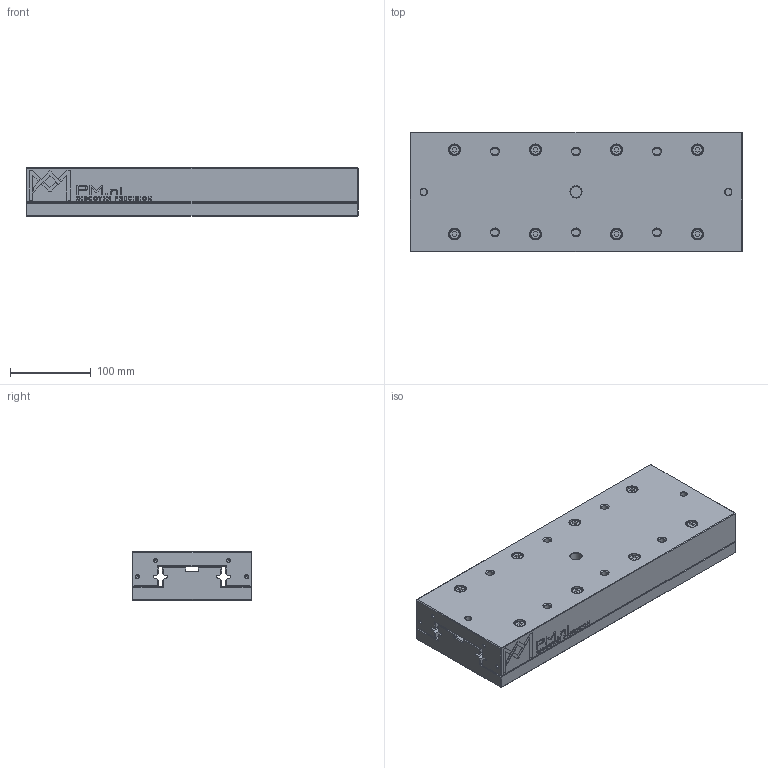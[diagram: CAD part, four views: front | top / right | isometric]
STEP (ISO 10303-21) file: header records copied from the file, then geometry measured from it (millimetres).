
FILE_DESCRIPTION(/* description */ (''),/* implementation_level */ '2;1');
FILE_NAME(/* name */ 'RT-9400_stp.stp',/* time_stamp */ '2024-10-04T12:09:26+02:00',/* author */ (''),/* organization */ (''),/* preprocessor_version */ 'ST-DEVELOPER v16.7',/* originating_system */ 'SIEMENS PLM Software NX 12.0',/* authorisation */ '');
FILE_SCHEMA (('AUTOMOTIVE_DESIGN { 1 0 10303 214 3 1 1 1 }'));
Length unit declared in the file: millimetre
Products named in the file (1): RT-9400_stp
Bounding box: 410 x 148 x 60 mm (x, y, z)
Volume: 3424264.8 mm3; surface area: 384516.1 mm2
Topology: 2 solids, 2 shells, 1048 faces, 2585 edges, 1675 vertices
Faces by surface type: plane 720, bspline 180, cone 79, cylinder 69
Full cylindrical faces by diameter (mm): 4 x8, 8 x12, 9 x6, 13 x16, 14 x21
Entity records: 34729 total; most frequent: CARTESIAN_POINT 7627, ORIENTED_EDGE 4858, DIRECTION 4016, EDGE_CURVE 2429, LINE 1860, VECTOR 1860, VERTEX_POINT 1665, EDGE_LOOP 1334
